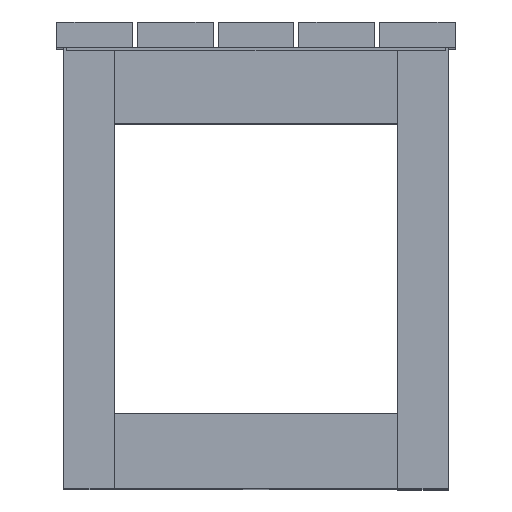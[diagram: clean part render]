
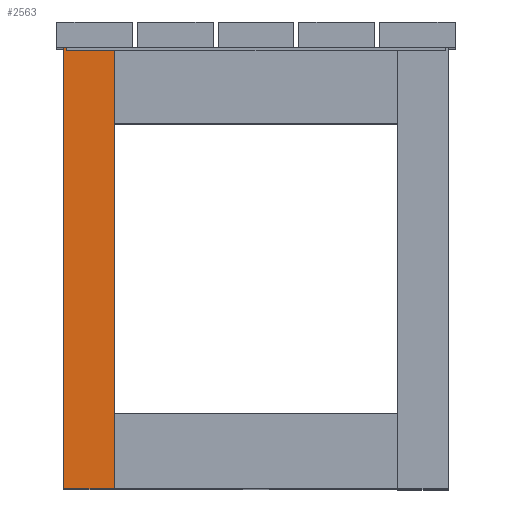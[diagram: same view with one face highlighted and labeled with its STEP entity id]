
A CAD part, top view. The second image highlights one B-rep face of the part: STEP entity #2563.
In plain terms, the highlighted planar face has unit normal (0, 0, 1).
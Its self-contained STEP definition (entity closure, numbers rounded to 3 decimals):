
#98=FACE_OUTER_BOUND('',#255,.T.);
#255=EDGE_LOOP('',(#1579,#1580,#1581,#1582));
#414=LINE('',#3657,#712);
#420=LINE('',#3669,#718);
#421=LINE('',#3671,#719);
#422=LINE('',#3672,#720);
#712=VECTOR('',#2962,10.);
#718=VECTOR('',#2970,10.);
#719=VECTOR('',#2973,10.);
#720=VECTOR('',#2974,10.);
#1010=VERTEX_POINT('',#3654);
#1011=VERTEX_POINT('',#3656);
#1013=VERTEX_POINT('',#3662);
#1016=VERTEX_POINT('',#3667);
#1234=EDGE_CURVE('',#1010,#1011,#414,.T.);
#1240=EDGE_CURVE('',#1013,#1016,#420,.T.);
#1241=EDGE_CURVE('',#1010,#1013,#421,.T.);
#1242=EDGE_CURVE('',#1011,#1016,#422,.T.);
#1579=ORIENTED_EDGE('',*,*,#1241,.T.);
#1580=ORIENTED_EDGE('',*,*,#1240,.T.);
#1581=ORIENTED_EDGE('',*,*,#1242,.F.);
#1582=ORIENTED_EDGE('',*,*,#1234,.F.);
#2249=PLANE('',#2762);
#2563=ADVANCED_FACE('',(#98),#2249,.T.);
#2762=AXIS2_PLACEMENT_3D('',#3670,#2971,#2972);
#2962=DIRECTION('',(0.,1.,0.));
#2970=DIRECTION('',(0.,1.,0.));
#2971=DIRECTION('center_axis',(0.,0.,
1.));
#2972=DIRECTION('ref_axis',(1.,0.,0.));
#2973=DIRECTION('',(1.,0.,0.));
#2974=DIRECTION('',(1.,0.,0.));
#3654=CARTESIAN_POINT('',(-250.196,-272.807,393.962));
#3656=CARTESIAN_POINT('',(-250.196,427.193,393.962));
#3657=CARTESIAN_POINT('',(-250.196,-272.807,393.962));
#3662=CARTESIAN_POINT('',(-170.196,-272.807,393.962));
#3667=CARTESIAN_POINT('',(-170.196,427.193,393.962));
#3669=CARTESIAN_POINT('',(-170.196,-272.807,393.962));
#3670=CARTESIAN_POINT('Origin',(-250.196,-272.807,393.962));
#3671=CARTESIAN_POINT('',(-250.196,-272.807,393.962));
#3672=CARTESIAN_POINT('',(-250.196,427.193,393.962));
